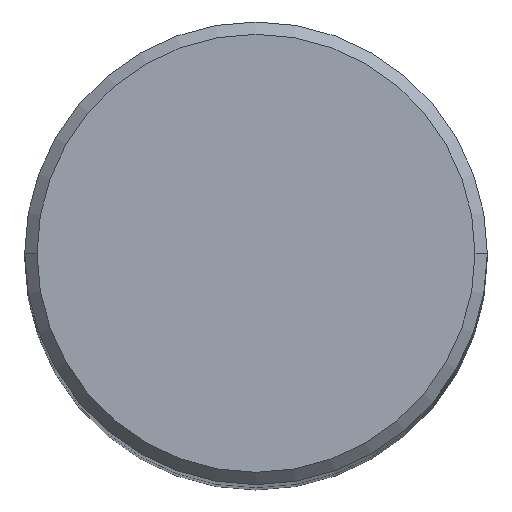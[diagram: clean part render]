
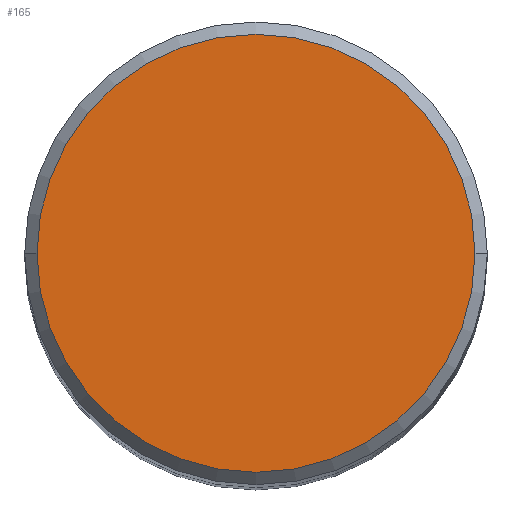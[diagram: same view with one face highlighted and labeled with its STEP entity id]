
A CAD part, top view. The second image highlights one B-rep face of the part: STEP entity #165.
In plain terms, the highlighted planar face has unit normal (0, 0, 1).
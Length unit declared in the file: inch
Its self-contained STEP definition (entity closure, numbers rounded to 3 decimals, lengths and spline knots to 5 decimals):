
#25 = CIRCLE ( 'NONE', #150, 0.355 ) ;
#40 = CARTESIAN_POINT ( 'NONE',  ( 0., 0.355, 0. ) ) ;
#61 = CARTESIAN_POINT ( 'NONE',  ( 0., 0., 0. ) ) ;
#62 = EDGE_CURVE ( 'NONE', #175, #292, #208, .T. ) ;
#65 = AXIS2_PLACEMENT_3D ( 'NONE', #40, #159, #348 ) ;
#93 = DIRECTION ( 'NONE',  ( 0., 0., 1. ) ) ;
#111 = AXIS2_PLACEMENT_3D ( 'NONE', #61, #182, #265 ) ;
#148 = ORIENTED_EDGE ( 'NONE', *, *, #232, .T. ) ;
#150 = AXIS2_PLACEMENT_3D ( 'NONE', #156, #93, #328 ) ;
#156 = CARTESIAN_POINT ( 'NONE',  ( 0., 0., 0. ) ) ;
#159 = DIRECTION ( 'NONE',  ( 0., 0., -1. ) ) ;
#162 = FACE_OUTER_BOUND ( 'NONE', #250, .T. ) ;
#165 = ADVANCED_FACE ( 'NONE', ( #162 ), #351, .F. ) ;
#175 = VERTEX_POINT ( 'NONE', #321 ) ;
#182 = DIRECTION ( 'NONE',  ( 0., 0., 1. ) ) ;
#199 = CARTESIAN_POINT ( 'NONE',  ( 0.355, 0., 0. ) ) ;
#208 = CIRCLE ( 'NONE', #111, 0.355 ) ;
#232 = EDGE_CURVE ( 'NONE', #292, #175, #25, .T. ) ;
#250 = EDGE_LOOP ( 'NONE', ( #310, #148 ) ) ;
#265 = DIRECTION ( 'NONE',  ( 1., 0., 0. ) ) ;
#292 = VERTEX_POINT ( 'NONE', #199 ) ;
#310 = ORIENTED_EDGE ( 'NONE', *, *, #62, .T. ) ;
#321 = CARTESIAN_POINT ( 'NONE',  ( -0.355, 0., 0. ) ) ;
#328 = DIRECTION ( 'NONE',  ( 1., 0., 0. ) ) ;
#348 = DIRECTION ( 'NONE',  ( -1., 0., 0. ) ) ;
#351 = PLANE ( 'NONE',  #65 ) ;
